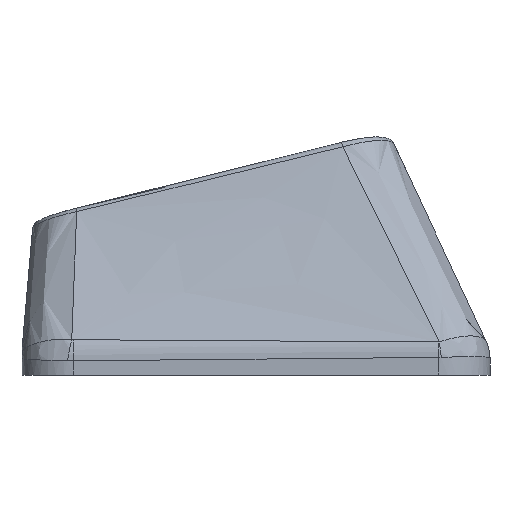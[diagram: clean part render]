
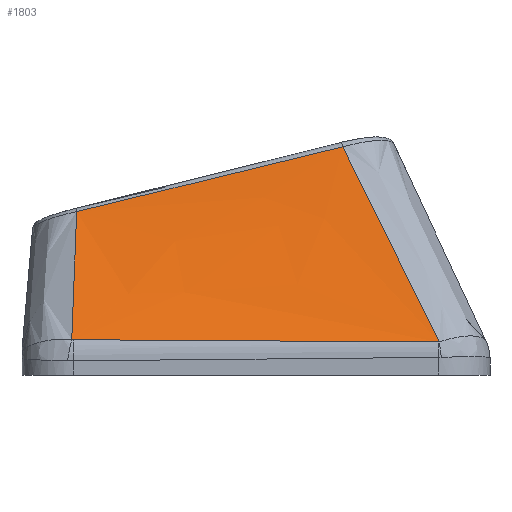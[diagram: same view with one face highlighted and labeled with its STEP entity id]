
A CAD part, left-side view. The second image highlights one B-rep face of the part: STEP entity #1803.
In plain terms, the highlighted free-form (B-spline) face has degree [3, 3] with [4, 4] control points.
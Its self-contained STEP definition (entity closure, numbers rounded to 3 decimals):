
#360=FACE_OUTER_BOUND('',#471,.T.);
#471=EDGE_LOOP('',(#1253,#1254,#1255,#1256,#1257,#1258));
#588=B_SPLINE_CURVE_WITH_KNOTS('',3,(#2678,#2679,#2680,#2681),
 .UNSPECIFIED.,.F.,.F.,(4,4),(0.,0.003),
 .UNSPECIFIED.);
#590=B_SPLINE_CURVE_WITH_KNOTS('',3,(#2705,#2706,#2707,#2708),
 .UNSPECIFIED.,.F.,.F.,(4,4),(0.,1.416),.UNSPECIFIED.);
#592=B_SPLINE_CURVE_WITH_KNOTS('',3,(#2732,#2733,#2734,#2735),
 .UNSPECIFIED.,.F.,.F.,(4,4),(0.,0.006),
 .UNSPECIFIED.);
#607=B_SPLINE_CURVE_WITH_KNOTS('',3,(#3017,#3018,#3019,#3020),
 .UNSPECIFIED.,.F.,.F.,(4,4),(0.025,0.932),
 .UNSPECIFIED.);
#608=B_SPLINE_CURVE_WITH_KNOTS('',3,(#3022,#3023,#3024,#3025),
 .UNSPECIFIED.,.F.,.F.,(4,4),(-1.062,0.),
 .UNSPECIFIED.);
#609=B_SPLINE_CURVE_WITH_KNOTS('',3,(#3026,#3027,#3028,#3029),
 .UNSPECIFIED.,.F.,.F.,(4,4),(-0.613,-0.019),
 .UNSPECIFIED.);
#727=VERTEX_POINT('',#2640);
#729=VERTEX_POINT('',#2671);
#731=VERTEX_POINT('',#2698);
#733=VERTEX_POINT('',#2725);
#749=VERTEX_POINT('',#3016);
#750=VERTEX_POINT('',#3021);
#919=EDGE_CURVE('',#727,#729,#588,.T.);
#922=EDGE_CURVE('',#729,#731,#590,.T.);
#925=EDGE_CURVE('',#731,#733,#592,.T.);
#949=EDGE_CURVE('',#749,#727,#607,.T.);
#950=EDGE_CURVE('',#750,#749,#608,.T.);
#951=EDGE_CURVE('',#733,#750,#609,.T.);
#1253=ORIENTED_EDGE('',*,*,#925,.F.);
#1254=ORIENTED_EDGE('',*,*,#922,.F.);
#1255=ORIENTED_EDGE('',*,*,#919,.F.);
#1256=ORIENTED_EDGE('',*,*,#949,.F.);
#1257=ORIENTED_EDGE('',*,*,#950,.F.);
#1258=ORIENTED_EDGE('',*,*,#951,.F.);
#1753=B_SPLINE_SURFACE_WITH_KNOTS('',3,3,((#3000,#3001,#3002,#3003),(#3004,
#3005,#3006,#3007),(#3008,#3009,#3010,#3011),(#3012,#3013,#3014,#3015)),
 .UNSPECIFIED.,.F.,.F.,.F.,(4,4),(4,4),(0.102,0.894),
(0.026,0.965),.UNSPECIFIED.);
#1803=ADVANCED_FACE('',(#360),#1753,.T.);
#2640=CARTESIAN_POINT('',(-18.481,-7.105,0.287));
#2671=CARTESIAN_POINT('',(-18.481,-7.077,0.285));
#2678=CARTESIAN_POINT('Ctrl Pts',(-18.481,-7.105,0.287));
#2679=CARTESIAN_POINT('Ctrl Pts',(-18.481,-7.096,0.285));
#2680=CARTESIAN_POINT('Ctrl Pts',(-18.482,-7.086,0.285));
#2681=CARTESIAN_POINT('Ctrl Pts',(-18.481,-7.077,0.285));
#2698=CARTESIAN_POINT('',(-18.362,7.091,0.373));
#2705=CARTESIAN_POINT('Ctrl Pts',(-18.481,-7.077,0.285));
#2706=CARTESIAN_POINT('Ctrl Pts',(-18.457,-2.355,0.309));
#2707=CARTESIAN_POINT('Ctrl Pts',(-18.426,2.367,0.338));
#2708=CARTESIAN_POINT('Ctrl Pts',(-18.362,7.091,0.373));
#2725=CARTESIAN_POINT('',(-18.358,7.15,0.379));
#2732=CARTESIAN_POINT('Ctrl Pts',(-18.362,7.091,0.373));
#2733=CARTESIAN_POINT('Ctrl Pts',(-18.362,7.111,0.373));
#2734=CARTESIAN_POINT('Ctrl Pts',(-18.361,7.131,0.375));
#2735=CARTESIAN_POINT('Ctrl Pts',(-18.358,7.15,0.379));
#3000=CARTESIAN_POINT('Ctrl Pts',(-15.143,-3.782,7.961));
#3001=CARTESIAN_POINT('Ctrl Pts',(-16.256,-4.89,5.402));
#3002=CARTESIAN_POINT('Ctrl Pts',(-17.369,-5.998,2.844));
#3003=CARTESIAN_POINT('Ctrl Pts',(-18.482,-7.106,0.285));
#3004=CARTESIAN_POINT('Ctrl Pts',(-15.143,-0.129,
7.075));
#3005=CARTESIAN_POINT('Ctrl Pts',(-16.256,-0.871,
4.801));
#3006=CARTESIAN_POINT('Ctrl Pts',(-17.369,-1.613,2.527));
#3007=CARTESIAN_POINT('Ctrl Pts',(-18.482,-2.354,0.253));
#3008=CARTESIAN_POINT('Ctrl Pts',(-15.143,3.523,6.189));
#3009=CARTESIAN_POINT('Ctrl Pts',(-16.256,3.148,4.2));
#3010=CARTESIAN_POINT('Ctrl Pts',(-17.369,2.773,2.211));
#3011=CARTESIAN_POINT('Ctrl Pts',(-18.482,2.397,0.222));
#3012=CARTESIAN_POINT('Ctrl Pts',(-15.143,7.175,5.303));
#3013=CARTESIAN_POINT('Ctrl Pts',(-16.256,7.166,3.599));
#3014=CARTESIAN_POINT('Ctrl Pts',(-17.369,7.158,1.894));
#3015=CARTESIAN_POINT('Ctrl Pts',(-18.482,7.149,0.19));
#3016=CARTESIAN_POINT('',(-15.143,-3.359,7.858));
#3017=CARTESIAN_POINT('Ctrl Pts',(-15.143,-3.359,7.858));
#3018=CARTESIAN_POINT('Ctrl Pts',(-16.27,-4.619,5.344));
#3019=CARTESIAN_POINT('Ctrl Pts',(-17.379,-5.865,2.818));
#3020=CARTESIAN_POINT('Ctrl Pts',(-18.481,-7.105,0.287));
#3021=CARTESIAN_POINT('',(-15.151,6.959,5.343));
#3022=CARTESIAN_POINT('Ctrl Pts',(-15.151,6.959,5.343));
#3023=CARTESIAN_POINT('Ctrl Pts',(-15.15,3.518,6.176));
#3024=CARTESIAN_POINT('Ctrl Pts',(-15.146,0.079,
7.016));
#3025=CARTESIAN_POINT('Ctrl Pts',(-15.143,-3.359,7.858));
#3026=CARTESIAN_POINT('Ctrl Pts',(-18.358,7.15,0.379));
#3027=CARTESIAN_POINT('Ctrl Pts',(-17.281,7.07,2.03));
#3028=CARTESIAN_POINT('Ctrl Pts',(-16.212,7.003,3.685));
#3029=CARTESIAN_POINT('Ctrl Pts',(-15.151,6.959,5.343));
